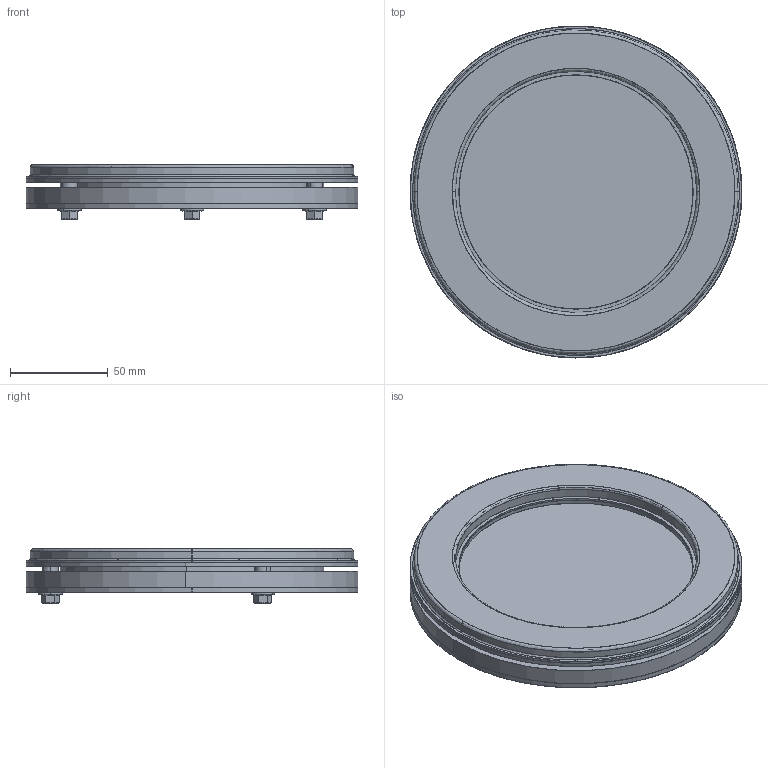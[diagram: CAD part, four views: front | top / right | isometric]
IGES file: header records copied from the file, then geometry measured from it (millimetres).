
Start section: SolidWorks IGES file using analytic representation for surfaces
Global section: file name: C-463-A-120-Silver.IGS; native system: SolidWorks 2018; preprocessor: SolidWorks 2018; author: 1337yo; date: 200827.111755; units: millimetre
Bounding box: 170 x 170 x 27.9 mm (x, y, z)
Surface area: 140507.1 mm2 (no closed solid volume)
Topology: 0 solids, 0 shells, 278 faces, 5544 edges, 5544 vertices
Faces by surface type: revolution 154, bspline 124
